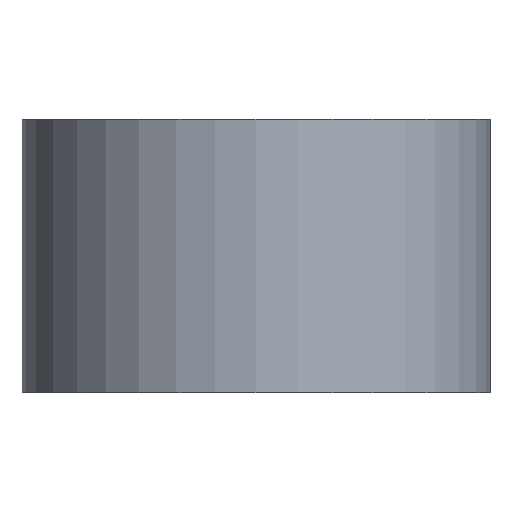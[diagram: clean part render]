
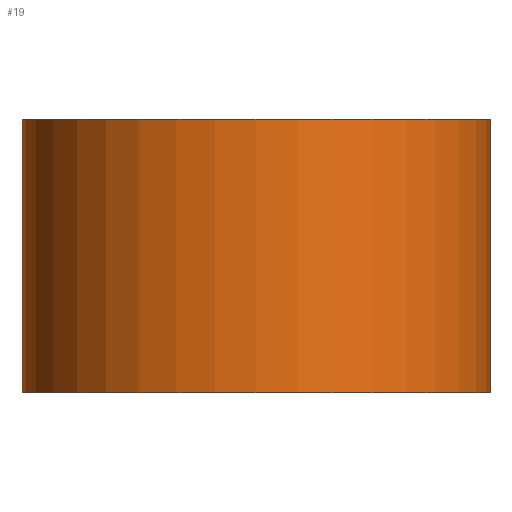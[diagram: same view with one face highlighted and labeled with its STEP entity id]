
A CAD part, front view. The second image highlights one B-rep face of the part: STEP entity #19.
In plain terms, the highlighted cylindrical face has radius 16.294 mm (diameter 32.588 mm), a partial arc.
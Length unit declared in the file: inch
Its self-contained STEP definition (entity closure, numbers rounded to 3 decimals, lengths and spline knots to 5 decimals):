
#4 = DIRECTION ( 'NONE',  ( 1., 0., 0. ) ) ;
#17 = CARTESIAN_POINT ( 'NONE',  ( 0.5935, -1.0455, 0.375 ) ) ;
#19 = ADVANCED_FACE ( 'NONE', ( #92 ), #72, .T. ) ;
#21 = DIRECTION ( 'NONE',  ( 1., 0., 0. ) ) ;
#37 = DIRECTION ( 'NONE',  ( 0., 0., -1. ) ) ;
#43 = CARTESIAN_POINT ( 'NONE',  ( 0.5935, -1.687, 0.375 ) ) ;
#72 = CYLINDRICAL_SURFACE ( 'NONE', #440, 0.6415 ) ;
#73 = DIRECTION ( 'NONE',  ( 0., 0., -1. ) ) ;
#80 = DIRECTION ( 'NONE',  ( -1., 0., 0. ) ) ;
#81 = CARTESIAN_POINT ( 'NONE',  ( 0.5935, -1.0455, 0.375 ) ) ;
#92 = FACE_OUTER_BOUND ( 'NONE', #101, .T. ) ;
#99 = ORIENTED_EDGE ( 'NONE', *, *, #425, .T. ) ;
#101 = EDGE_LOOP ( 'NONE', ( #373, #462, #346, #99 ) ) ;
#129 = LINE ( 'NONE', #81, #526 ) ;
#131 = CARTESIAN_POINT ( 'NONE',  ( 0.5935, -1.0455, -0.375 ) ) ;
#147 = AXIS2_PLACEMENT_3D ( 'NONE', #387, #312, #4 ) ;
#224 = CARTESIAN_POINT ( 'NONE',  ( -0.048, -1.687, -0.375 ) ) ;
#244 = CIRCLE ( 'NONE', #451, 0.6415 ) ;
#245 = DIRECTION ( 'NONE',  ( 0., 0., -1. ) ) ;
#269 = CARTESIAN_POINT ( 'NONE',  ( -0.048, -1.687, 0.375 ) ) ;
#295 = VECTOR ( 'NONE', #245, 39.37008 ) ;
#308 = CARTESIAN_POINT ( 'NONE',  ( -0.048, -1.687, 0.375 ) ) ;
#312 = DIRECTION ( 'NONE',  ( 0., 0., -1. ) ) ;
#344 = CARTESIAN_POINT ( 'NONE',  ( 0.5935, -1.687, 0.375 ) ) ;
#346 = ORIENTED_EDGE ( 'NONE', *, *, #505, .T. ) ;
#355 = EDGE_CURVE ( 'NONE', #549, #395, #517, .T. ) ;
#373 = ORIENTED_EDGE ( 'NONE', *, *, #355, .F. ) ;
#376 = VERTEX_POINT ( 'NONE', #269 ) ;
#379 = LINE ( 'NONE', #308, #295 ) ;
#386 = DIRECTION ( 'NONE',  ( 0., 0., -1. ) ) ;
#387 = CARTESIAN_POINT ( 'NONE',  ( 0.5935, -1.687, -0.375 ) ) ;
#395 = VERTEX_POINT ( 'NONE', #224 ) ;
#425 = EDGE_CURVE ( 'NONE', #376, #395, #379, .T. ) ;
#440 = AXIS2_PLACEMENT_3D ( 'NONE', #344, #386, #80 ) ;
#451 = AXIS2_PLACEMENT_3D ( 'NONE', #43, #37, #21 ) ;
#462 = ORIENTED_EDGE ( 'NONE', *, *, #538, .F. ) ;
#505 = EDGE_CURVE ( 'NONE', #513, #376, #244, .T. ) ;
#513 = VERTEX_POINT ( 'NONE', #17 ) ;
#517 = CIRCLE ( 'NONE', #147, 0.6415 ) ;
#526 = VECTOR ( 'NONE', #73, 39.37008 ) ;
#538 = EDGE_CURVE ( 'NONE', #513, #549, #129, .T. ) ;
#549 = VERTEX_POINT ( 'NONE', #131 ) ;
